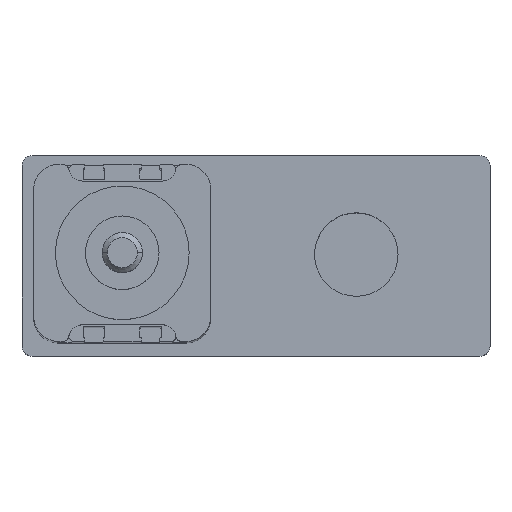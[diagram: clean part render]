
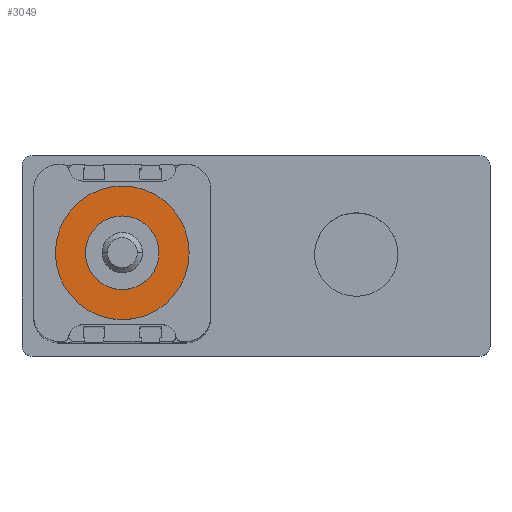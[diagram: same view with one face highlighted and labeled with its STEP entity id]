
A CAD part, top view. The second image highlights one B-rep face of the part: STEP entity #3049.
In plain terms, the highlighted planar face has unit normal (0, 0, 1).
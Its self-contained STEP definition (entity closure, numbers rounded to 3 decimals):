
#274 = CARTESIAN_POINT ( 'NONE',  ( 0., 0., 265. ) ) ;
#366 = ORIENTED_EDGE ( 'NONE', *, *, #4935, .T. ) ;
#399 = DIRECTION ( 'NONE',  ( 0., 0., 1. ) ) ;
#429 = AXIS2_PLACEMENT_3D ( 'NONE', #1919, #5406, #2419 ) ;
#526 = CIRCLE ( 'NONE', #429, 20. ) ;
#653 = ORIENTED_EDGE ( 'NONE', *, *, #5474, .F. ) ;
#1025 = EDGE_CURVE ( 'NONE', #5956, #6194, #1303, .T. ) ;
#1113 = DIRECTION ( 'NONE',  ( 0., 0., 1. ) ) ;
#1199 = AXIS2_PLACEMENT_3D ( 'NONE', #3376, #399, #3876 ) ;
#1303 = CIRCLE ( 'NONE', #3518, 11. ) ;
#1919 = CARTESIAN_POINT ( 'NONE',  ( 0., 0., 265. ) ) ;
#2046 = PLANE ( 'NONE',  #6228 ) ;
#2081 = FACE_OUTER_BOUND ( 'NONE', #4743, .T. ) ;
#2215 = DIRECTION ( 'NONE',  ( 1., 0., 0. ) ) ;
#2331 = CIRCLE ( 'NONE', #1199, 11. ) ;
#2419 = DIRECTION ( 'NONE',  ( 1., 0., 0. ) ) ;
#2539 = DIRECTION ( 'NONE',  ( 1., 0., 0. ) ) ;
#2670 = AXIS2_PLACEMENT_3D ( 'NONE', #4083, #1113, #4598 ) ;
#3049 = ADVANCED_FACE ( 'NONE', ( #6057, #2081 ), #2046, .T. ) ;
#3376 = CARTESIAN_POINT ( 'NONE',  ( 0., 0., 265. ) ) ;
#3518 = AXIS2_PLACEMENT_3D ( 'NONE', #274, #4965, #2215 ) ;
#3703 = ORIENTED_EDGE ( 'NONE', *, *, #1025, .F. ) ;
#3786 = CARTESIAN_POINT ( 'NONE',  ( -20., 0., 265. ) ) ;
#3876 = DIRECTION ( 'NONE',  ( 1., 0., 0. ) ) ;
#4083 = CARTESIAN_POINT ( 'NONE',  ( 0., 0., 265. ) ) ;
#4551 = EDGE_CURVE ( 'NONE', #4987, #5425, #6385, .T. ) ;
#4598 = DIRECTION ( 'NONE',  ( 1., 0., 0. ) ) ;
#4743 = EDGE_LOOP ( 'NONE', ( #366, #5524 ) ) ;
#4839 = CARTESIAN_POINT ( 'NONE',  ( 11., 0., 265. ) ) ;
#4935 = EDGE_CURVE ( 'NONE', #5425, #4987, #526, .T. ) ;
#4965 = DIRECTION ( 'NONE',  ( 0., 0., 1. ) ) ;
#4987 = VERTEX_POINT ( 'NONE', #6449 ) ;
#5032 = CARTESIAN_POINT ( 'NONE',  ( 0., 0., 265. ) ) ;
#5138 = CARTESIAN_POINT ( 'NONE',  ( -11., 0., 265. ) ) ;
#5406 = DIRECTION ( 'NONE',  ( 0., 0., 1. ) ) ;
#5425 = VERTEX_POINT ( 'NONE', #3786 ) ;
#5474 = EDGE_CURVE ( 'NONE', #6194, #5956, #2331, .T. ) ;
#5524 = ORIENTED_EDGE ( 'NONE', *, *, #4551, .T. ) ;
#5529 = DIRECTION ( 'NONE',  ( 0., 0., 1. ) ) ;
#5956 = VERTEX_POINT ( 'NONE', #5138 ) ;
#6047 = EDGE_LOOP ( 'NONE', ( #3703, #653 ) ) ;
#6057 = FACE_BOUND ( 'NONE', #6047, .T. ) ;
#6194 = VERTEX_POINT ( 'NONE', #4839 ) ;
#6228 = AXIS2_PLACEMENT_3D ( 'NONE', #5032, #5529, #2539 ) ;
#6385 = CIRCLE ( 'NONE', #2670, 20. ) ;
#6449 = CARTESIAN_POINT ( 'NONE',  ( 20., 0., 265. ) ) ;
